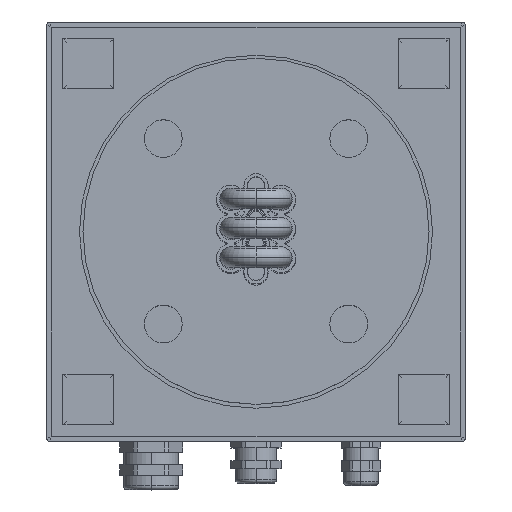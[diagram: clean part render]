
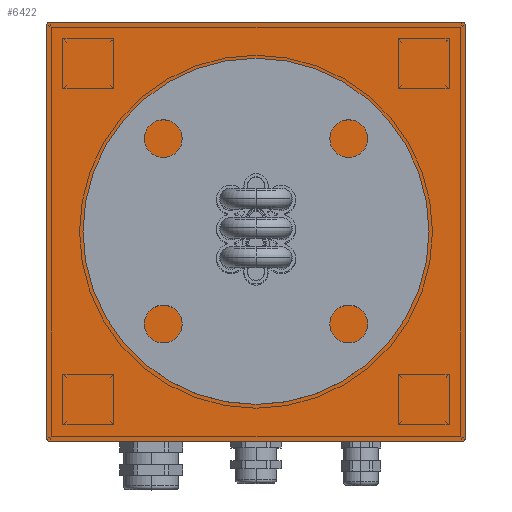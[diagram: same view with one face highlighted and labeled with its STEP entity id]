
A CAD part, top view. The second image highlights one B-rep face of the part: STEP entity #6422.
In plain terms, the highlighted face is planar.
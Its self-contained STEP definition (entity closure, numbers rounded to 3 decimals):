
#147 = VERTEX_POINT ( 'NONE', #25732 ) ;
#203 = AXIS2_PLACEMENT_3D ( 'NONE', #8097, #3739, #3605 ) ;
#1181 = VERTEX_POINT ( 'NONE', #10142 ) ;
#1249 = CARTESIAN_POINT ( 'NONE',  ( 98., -98., -4. ) ) ;
#1470 = VERTEX_POINT ( 'NONE', #22702 ) ;
#2275 = DIRECTION ( 'NONE',  ( -1., 0., 0. ) ) ;
#2640 = EDGE_CURVE ( 'NONE', #147, #10289, #24784, .T. ) ;
#2965 = CIRCLE ( 'NONE', #18206, 2. ) ;
#3113 = AXIS2_PLACEMENT_3D ( 'NONE', #18767, #16592, #2275 ) ;
#3277 = DIRECTION ( 'NONE',  ( 1., 0., 0. ) ) ;
#3592 = CARTESIAN_POINT ( 'NONE',  ( -98., -100., -4. ) ) ;
#3605 = DIRECTION ( 'NONE',  ( -1., 0., 0. ) ) ;
#3739 = DIRECTION ( 'NONE',  ( 0., 0., 1. ) ) ;
#3766 = ORIENTED_EDGE ( 'NONE', *, *, #20291, .T. ) ;
#4402 = DIRECTION ( 'NONE',  ( 0., 0., 1. ) ) ;
#5462 = VERTEX_POINT ( 'NONE', #24033 ) ;
#5529 = DIRECTION ( 'NONE',  ( 1., 0., 0. ) ) ;
#6377 = ORIENTED_EDGE ( 'NONE', *, *, #18346, .F. ) ;
#6422 = ADVANCED_FACE ( 'NONE', ( #22614, #20544 ), #12336, .T. ) ;
#7000 = VECTOR ( 'NONE', #23881, 1000. ) ;
#7332 = VERTEX_POINT ( 'NONE', #10100 ) ;
#7381 = DIRECTION ( 'NONE',  ( 0., 1., 0. ) ) ;
#7777 = CIRCLE ( 'NONE', #11257, 2. ) ;
#7959 = AXIS2_PLACEMENT_3D ( 'NONE', #26964, #4402, #8227 ) ;
#8097 = CARTESIAN_POINT ( 'NONE',  ( 98., 98., -4. ) ) ;
#8227 = DIRECTION ( 'NONE',  ( 1., 0., 0. ) ) ;
#8772 = EDGE_CURVE ( 'NONE', #20436, #147, #2965, .T. ) ;
#9216 = EDGE_LOOP ( 'NONE', ( #3766, #25575 ) ) ;
#10100 = CARTESIAN_POINT ( 'NONE',  ( 98., -100., -4. ) ) ;
#10142 = CARTESIAN_POINT ( 'NONE',  ( -31.15, 0., -4. ) ) ;
#10289 = VERTEX_POINT ( 'NONE', #23522 ) ;
#10412 = VERTEX_POINT ( 'NONE', #19928 ) ;
#10579 = ORIENTED_EDGE ( 'NONE', *, *, #2640, .F. ) ;
#10737 = EDGE_CURVE ( 'NONE', #17745, #20436, #20028, .T. ) ;
#11030 = EDGE_LOOP ( 'NONE', ( #20555, #19537, #14310, #26538, #6377, #10579, #13302, #25166 ) ) ;
#11041 = CIRCLE ( 'NONE', #19752, 31.15 ) ;
#11257 = AXIS2_PLACEMENT_3D ( 'NONE', #19498, #13083, #24031 ) ;
#11471 = LINE ( 'NONE', #13789, #23491 ) ;
#11923 = CIRCLE ( 'NONE', #203, 2. ) ;
#12080 = CARTESIAN_POINT ( 'NONE',  ( 0., 0., -4. ) ) ;
#12336 = PLANE ( 'NONE',  #3113 ) ;
#13083 = DIRECTION ( 'NONE',  ( 0., 0., 1. ) ) ;
#13302 = ORIENTED_EDGE ( 'NONE', *, *, #8772, .F. ) ;
#13419 = CARTESIAN_POINT ( 'NONE',  ( -98., -100., -4. ) ) ;
#13789 = CARTESIAN_POINT ( 'NONE',  ( 100., 98., -4. ) ) ;
#14102 = CARTESIAN_POINT ( 'NONE',  ( -100., 98., -4. ) ) ;
#14310 = ORIENTED_EDGE ( 'NONE', *, *, #26291, .F. ) ;
#16592 = DIRECTION ( 'NONE',  ( 0., 0., -1. ) ) ;
#17381 = CIRCLE ( 'NONE', #24810, 2. ) ;
#17563 = EDGE_CURVE ( 'NONE', #17661, #7332, #23964, .T. ) ;
#17661 = VERTEX_POINT ( 'NONE', #3592 ) ;
#17745 = VERTEX_POINT ( 'NONE', #18198 ) ;
#17989 = CIRCLE ( 'NONE', #7959, 31.15 ) ;
#17997 = DIRECTION ( 'NONE',  ( 1., 0., 0. ) ) ;
#18198 = CARTESIAN_POINT ( 'NONE',  ( 98., 100., -4. ) ) ;
#18206 = AXIS2_PLACEMENT_3D ( 'NONE', #26499, #24039, #3277 ) ;
#18335 = DIRECTION ( 'NONE',  ( 0., -1., 0. ) ) ;
#18346 = EDGE_CURVE ( 'NONE', #10289, #17661, #7777, .T. ) ;
#18767 = CARTESIAN_POINT ( 'NONE',  ( 98., 98., -4. ) ) ;
#19498 = CARTESIAN_POINT ( 'NONE',  ( -98., -98., -4. ) ) ;
#19537 = ORIENTED_EDGE ( 'NONE', *, *, #26000, .F. ) ;
#19630 = DIRECTION ( 'NONE',  ( 0., 0., 1. ) ) ;
#19752 = AXIS2_PLACEMENT_3D ( 'NONE', #12080, #24274, #5529 ) ;
#19928 = CARTESIAN_POINT ( 'NONE',  ( 100., 98., -4. ) ) ;
#20028 = LINE ( 'NONE', #24155, #7000 ) ;
#20291 = EDGE_CURVE ( 'NONE', #1470, #1181, #11041, .T. ) ;
#20436 = VERTEX_POINT ( 'NONE', #24951 ) ;
#20544 = FACE_OUTER_BOUND ( 'NONE', #11030, .T. ) ;
#20555 = ORIENTED_EDGE ( 'NONE', *, *, #22224, .F. ) ;
#21177 = EDGE_CURVE ( 'NONE', #1181, #1470, #17989, .T. ) ;
#21774 = DIRECTION ( 'NONE',  ( 1., 0., 0. ) ) ;
#22224 = EDGE_CURVE ( 'NONE', #10412, #17745, #11923, .T. ) ;
#22614 = FACE_BOUND ( 'NONE', #9216, .T. ) ;
#22702 = CARTESIAN_POINT ( 'NONE',  ( 31.15, 0., -4. ) ) ;
#23491 = VECTOR ( 'NONE', #7381, 1000. ) ;
#23522 = CARTESIAN_POINT ( 'NONE',  ( -100., -98., -4. ) ) ;
#23881 = DIRECTION ( 'NONE',  ( -1., 0., 0. ) ) ;
#23921 = VECTOR ( 'NONE', #18335, 1000. ) ;
#23964 = LINE ( 'NONE', #13419, #24336 ) ;
#24031 = DIRECTION ( 'NONE',  ( 1., 0., 0. ) ) ;
#24033 = CARTESIAN_POINT ( 'NONE',  ( 100., -98., -4. ) ) ;
#24039 = DIRECTION ( 'NONE',  ( 0., 0., 1. ) ) ;
#24155 = CARTESIAN_POINT ( 'NONE',  ( -98., 100., -4. ) ) ;
#24274 = DIRECTION ( 'NONE',  ( 0., 0., 1. ) ) ;
#24336 = VECTOR ( 'NONE', #21774, 1000. ) ;
#24784 = LINE ( 'NONE', #14102, #23921 ) ;
#24810 = AXIS2_PLACEMENT_3D ( 'NONE', #1249, #19630, #17997 ) ;
#24951 = CARTESIAN_POINT ( 'NONE',  ( -98., 100., -4. ) ) ;
#25166 = ORIENTED_EDGE ( 'NONE', *, *, #10737, .F. ) ;
#25575 = ORIENTED_EDGE ( 'NONE', *, *, #21177, .T. ) ;
#25732 = CARTESIAN_POINT ( 'NONE',  ( -100., 98., -4. ) ) ;
#26000 = EDGE_CURVE ( 'NONE', #5462, #10412, #11471, .T. ) ;
#26291 = EDGE_CURVE ( 'NONE', #7332, #5462, #17381, .T. ) ;
#26499 = CARTESIAN_POINT ( 'NONE',  ( -98., 98., -4. ) ) ;
#26538 = ORIENTED_EDGE ( 'NONE', *, *, #17563, .F. ) ;
#26964 = CARTESIAN_POINT ( 'NONE',  ( 0., 0., -4. ) ) ;
